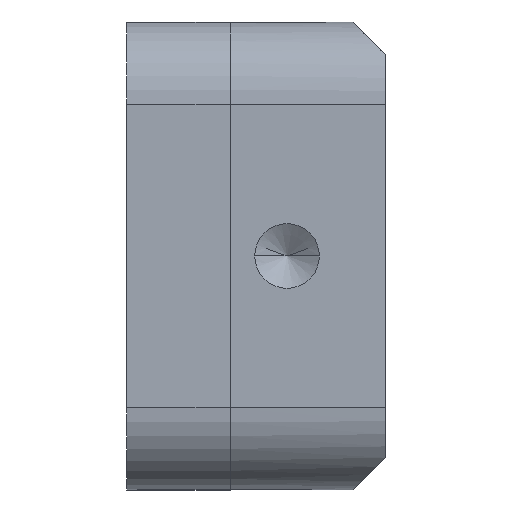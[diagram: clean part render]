
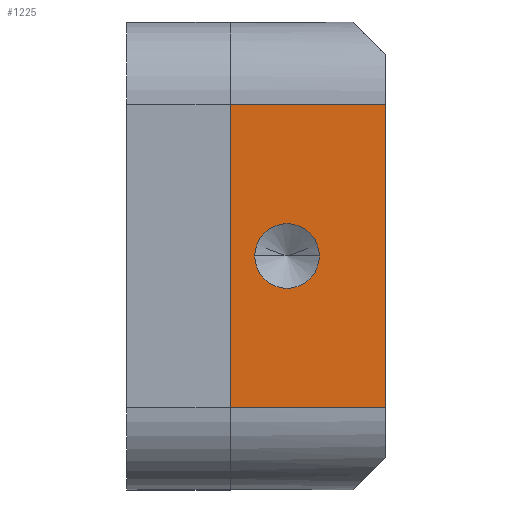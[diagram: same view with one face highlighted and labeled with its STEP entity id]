
A CAD part, left-side view. The second image highlights one B-rep face of the part: STEP entity #1225.
In plain terms, the highlighted planar face has unit normal (-1, 0, 0).
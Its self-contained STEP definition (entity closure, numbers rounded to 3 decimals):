
#141 = DIRECTION ( 'NONE',  ( 0., -1., 0. ) ) ;
#144 = EDGE_LOOP ( 'NONE', ( #935, #1089 ) ) ;
#175 = VERTEX_POINT ( 'NONE', #2129 ) ;
#181 = DIRECTION ( 'NONE',  ( 0., 0., 1. ) ) ;
#268 = AXIS2_PLACEMENT_3D ( 'NONE', #323, #1060, #1389 ) ;
#292 = VECTOR ( 'NONE', #522, 1000. ) ;
#322 = EDGE_CURVE ( 'NONE', #515, #1860, #1992, .T. ) ;
#323 = CARTESIAN_POINT ( 'NONE',  ( -39.05, 0., 3.8 ) ) ;
#327 = PLANE ( 'NONE',  #2353 ) ;
#364 = DIRECTION ( 'NONE',  ( -1., 0., 0. ) ) ;
#409 = VERTEX_POINT ( 'NONE', #745 ) ;
#460 = LINE ( 'NONE', #2264, #2009 ) ;
#498 = DIRECTION ( 'NONE',  ( 1., 0., 0. ) ) ;
#515 = VERTEX_POINT ( 'NONE', #980 ) ;
#522 = DIRECTION ( 'NONE',  ( 0., 0., 1. ) ) ;
#530 = EDGE_LOOP ( 'NONE', ( #2354, #1714, #1447, #1258 ) ) ;
#726 = DIRECTION ( 'NONE',  ( 0., 0., -1. ) ) ;
#736 = LINE ( 'NONE', #1429, #1786 ) ;
#745 = CARTESIAN_POINT ( 'NONE',  ( -39.05, -5.875, 6. ) ) ;
#865 = CARTESIAN_POINT ( 'NONE',  ( -39.05, -9.05, 6. ) ) ;
#935 = ORIENTED_EDGE ( 'NONE', *, *, #322, .F. ) ;
#980 = CARTESIAN_POINT ( 'NONE',  ( -39.05, 0., 5.05 ) ) ;
#1038 = DIRECTION ( 'NONE',  ( 0., 0., -1. ) ) ;
#1042 = AXIS2_PLACEMENT_3D ( 'NONE', #2152, #364, #181 ) ;
#1060 = DIRECTION ( 'NONE',  ( -1., 0., 0. ) ) ;
#1089 = ORIENTED_EDGE ( 'NONE', *, *, #1416, .F. ) ;
#1178 = VECTOR ( 'NONE', #141, 1000. ) ;
#1201 = VERTEX_POINT ( 'NONE', #1341 ) ;
#1225 = ADVANCED_FACE ( 'NONE', ( #1403, #1229 ), #327, .F. ) ;
#1229 = FACE_OUTER_BOUND ( 'NONE', #530, .T. ) ;
#1258 = ORIENTED_EDGE ( 'NONE', *, *, #1272, .T. ) ;
#1272 = EDGE_CURVE ( 'NONE', #2308, #409, #1427, .T. ) ;
#1277 = EDGE_CURVE ( 'NONE', #175, #409, #460, .T. ) ;
#1341 = CARTESIAN_POINT ( 'NONE',  ( -39.05, 5.875, 0. ) ) ;
#1389 = DIRECTION ( 'NONE',  ( 0., 0., 1. ) ) ;
#1403 = FACE_BOUND ( 'NONE', #144, .T. ) ;
#1416 = EDGE_CURVE ( 'NONE', #1860, #515, #1479, .T. ) ;
#1427 = LINE ( 'NONE', #2150, #292 ) ;
#1429 = CARTESIAN_POINT ( 'NONE',  ( -39.05, 5.875, 6. ) ) ;
#1447 = ORIENTED_EDGE ( 'NONE', *, *, #2193, .T. ) ;
#1479 = CIRCLE ( 'NONE', #268, 1.25 ) ;
#1641 = LINE ( 'NONE', #2141, #1178 ) ;
#1680 = DIRECTION ( 'NONE',  ( 0., -1., 0. ) ) ;
#1714 = ORIENTED_EDGE ( 'NONE', *, *, #2134, .T. ) ;
#1786 = VECTOR ( 'NONE', #726, 1000. ) ;
#1860 = VERTEX_POINT ( 'NONE', #2344 ) ;
#1992 = CIRCLE ( 'NONE', #1042, 1.25 ) ;
#2009 = VECTOR ( 'NONE', #1680, 1000. ) ;
#2129 = CARTESIAN_POINT ( 'NONE',  ( -39.05, 5.875, 6. ) ) ;
#2134 = EDGE_CURVE ( 'NONE', #175, #1201, #736, .T. ) ;
#2141 = CARTESIAN_POINT ( 'NONE',  ( -39.05, -9.05, 0. ) ) ;
#2150 = CARTESIAN_POINT ( 'NONE',  ( -39.05, -5.875, 6. ) ) ;
#2152 = CARTESIAN_POINT ( 'NONE',  ( -39.05, 0., 3.8 ) ) ;
#2193 = EDGE_CURVE ( 'NONE', #1201, #2308, #1641, .T. ) ;
#2237 = CARTESIAN_POINT ( 'NONE',  ( -39.05, -5.875, 0. ) ) ;
#2264 = CARTESIAN_POINT ( 'NONE',  ( -39.05, -9.05, 6. ) ) ;
#2308 = VERTEX_POINT ( 'NONE', #2237 ) ;
#2344 = CARTESIAN_POINT ( 'NONE',  ( -39.05, 0., 2.55 ) ) ;
#2353 = AXIS2_PLACEMENT_3D ( 'NONE', #865, #498, #1038 ) ;
#2354 = ORIENTED_EDGE ( 'NONE', *, *, #1277, .F. ) ;
